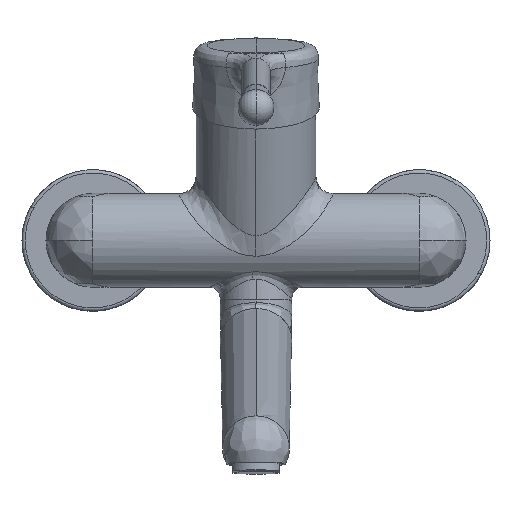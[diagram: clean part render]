
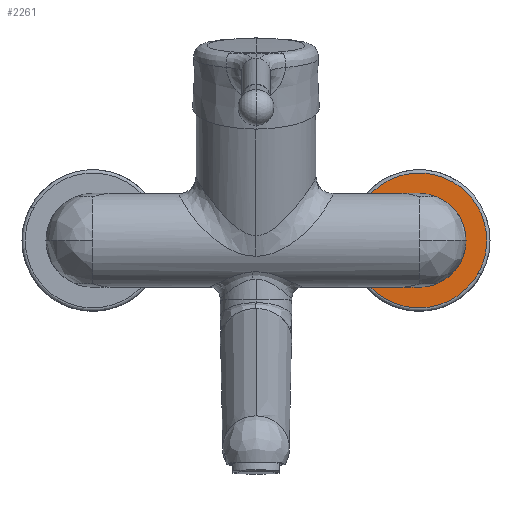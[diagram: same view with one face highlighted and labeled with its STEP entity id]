
A CAD part, top view. The second image highlights one B-rep face of the part: STEP entity #2261.
In plain terms, the highlighted planar face has unit normal (0, 0, 1).
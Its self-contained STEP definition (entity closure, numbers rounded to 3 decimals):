
#381 = CARTESIAN_POINT ( 'NONE',  ( 47.795, 14.862, 34. ) ) ;
#873 = EDGE_CURVE ( 'NONE', #7226, #7756, #2776, .T. ) ;
#1377 = CARTESIAN_POINT ( 'NONE',  ( 131.929, 39.548, 34. ) ) ;
#1704 = CARTESIAN_POINT ( 'NONE',  ( 75., 0., 34. ) ) ;
#2217 = ORIENTED_EDGE ( 'NONE', *, *, #6334, .T. ) ;
#2239 = CIRCLE ( 'NONE', #9157, 21.5 ) ;
#2261 = ADVANCED_FACE ( 'NONE', ( #10905, #7660 ), #11025, .F. ) ;
#2273 = ORIENTED_EDGE ( 'NONE', *, *, #10281, .F. ) ;
#2549 = CARTESIAN_POINT ( 'NONE',  ( 47.795, 14.862, 34. ) ) ;
#2668 = CARTESIAN_POINT ( 'NONE',  ( 47.795, 14.862, 34. ) ) ;
#2776 = CIRCLE ( 'NONE', #8488, 21.5 ) ;
#2941 = DIRECTION ( 'NONE',  ( 0., 1., 0. ) ) ;
#3138 = CARTESIAN_POINT ( 'NONE',  ( 75., 21.5, 34. ) ) ;
#4475 = VERTEX_POINT ( 'NONE', #2668 ) ;
#4627 = ORIENTED_EDGE ( 'NONE', *, *, #873, .T. ) ;
#5345 = CARTESIAN_POINT ( 'NONE',  ( 102.205, -14.862, 34. ) ) ;
#5634 = ORIENTED_EDGE ( 'NONE', *, *, #14303, .F. ) ;
#5816 = CARTESIAN_POINT ( 'NONE',  ( 102.205, -14.862, 34. ) ) ;
#5962 = VERTEX_POINT ( 'NONE', #5816 ) ;
#6138 = DIRECTION ( 'NONE',  ( 0., 1., 0. ) ) ;
#6153 = DIRECTION ( 'NONE',  ( 1., 0., 0. ) ) ;
#6192 = DIRECTION ( 'NONE',  ( 0., 0., -1. ) ) ;
#6243 = CARTESIAN_POINT ( 'NONE',  ( 75., 0., 34. ) ) ;
#6334 = EDGE_CURVE ( 'NONE', #7756, #7226, #2239, .T. ) ;
#6521 = EDGE_LOOP ( 'NONE', ( #4627, #2217 ) ) ;
#7226 = VERTEX_POINT ( 'NONE', #8749 ) ;
#7362 = CARTESIAN_POINT ( 'NONE',  ( 106., 0., 34. ) ) ;
#7592 = CARTESIAN_POINT ( 'NONE',  ( 77.519, 69.272, 34. ) ) ;
#7660 = FACE_OUTER_BOUND ( 'NONE', #9590, .T. ) ;
#7756 = VERTEX_POINT ( 'NONE', #3138 ) ;
#7796 = CARTESIAN_POINT ( 'NONE',  ( 18.071, -39.548, 34. ) ) ;
#7811 =( BOUNDED_CURVE ( )  B_SPLINE_CURVE ( 3, ( #2549, #7592, #1377, #10018 ),
 .UNSPECIFIED., .F., .F. ) 
 B_SPLINE_CURVE_WITH_KNOTS ( ( 4, 4 ),
 ( 0., 1. ),
 .UNSPECIFIED. ) 
 CURVE ( )  GEOMETRIC_REPRESENTATION_ITEM ( )  RATIONAL_B_SPLINE_CURVE ( ( 1., 0.333, 0.333, 1. ) ) 
 REPRESENTATION_ITEM ( '' )  );
#8488 = AXIS2_PLACEMENT_3D ( 'NONE', #6243, #6192, #6138 ) ;
#8749 = CARTESIAN_POINT ( 'NONE',  ( 75., -21.5, 34. ) ) ;
#9157 = AXIS2_PLACEMENT_3D ( 'NONE', #1704, #10340, #2941 ) ;
#9590 = EDGE_LOOP ( 'NONE', ( #5634, #2273 ) ) ;
#10018 = CARTESIAN_POINT ( 'NONE',  ( 102.205, -14.862, 34. ) ) ;
#10241 =( BOUNDED_CURVE ( )  B_SPLINE_CURVE ( 3, ( #5345, #13909, #7796, #381 ),
 .UNSPECIFIED., .F., .T. ) 
 B_SPLINE_CURVE_WITH_KNOTS ( ( 4, 4 ),
 ( 0., 1. ),
 .UNSPECIFIED. ) 
 CURVE ( )  GEOMETRIC_REPRESENTATION_ITEM ( )  RATIONAL_B_SPLINE_CURVE ( ( 1., 0.333, 0.333, 1. ) ) 
 REPRESENTATION_ITEM ( '' )  );
#10281 = EDGE_CURVE ( 'NONE', #5962, #4475, #10241, .T. ) ;
#10340 = DIRECTION ( 'NONE',  ( 0., 0., -1. ) ) ;
#10905 = FACE_BOUND ( 'NONE', #6521, .T. ) ;
#11025 = PLANE ( 'NONE',  #14696 ) ;
#13461 = DIRECTION ( 'NONE',  ( 0., 0., -1. ) ) ;
#13909 = CARTESIAN_POINT ( 'NONE',  ( 72.481, -69.272, 34. ) ) ;
#14303 = EDGE_CURVE ( 'NONE', #4475, #5962, #7811, .T. ) ;
#14696 = AXIS2_PLACEMENT_3D ( 'NONE', #7362, #13461, #6153 ) ;
